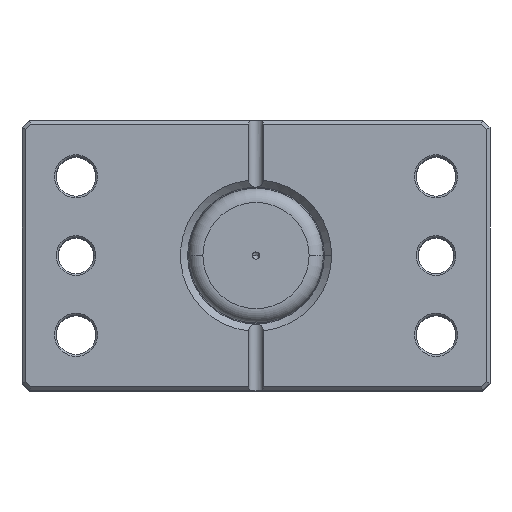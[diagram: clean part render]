
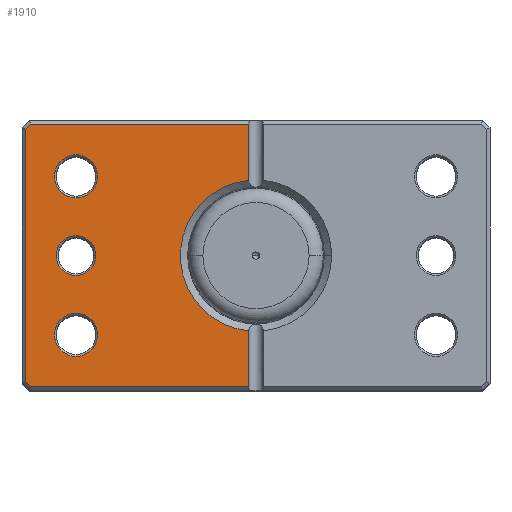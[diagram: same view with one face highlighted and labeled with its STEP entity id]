
A CAD part, top view. The second image highlights one B-rep face of the part: STEP entity #1910.
In plain terms, the highlighted face is planar.
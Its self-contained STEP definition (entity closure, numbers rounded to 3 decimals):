
#31 = DIRECTION ( 'NONE',  ( 1., 0., 0. ) ) ;
#54 = AXIS2_PLACEMENT_3D ( 'NONE', #4573, #4723, #4717 ) ;
#87 = CARTESIAN_POINT ( 'NONE',  ( 2., 20.905, 0. ) ) ;
#115 = VERTEX_POINT ( 'NONE', #6825 ) ;
#123 = VERTEX_POINT ( 'NONE', #6351 ) ;
#223 = AXIS2_PLACEMENT_3D ( 'NONE', #1514, #5387, #5048 ) ;
#239 = VERTEX_POINT ( 'NONE', #6451 ) ;
#245 = CARTESIAN_POINT ( 'NONE',  ( 2., 37.5, 0. ) ) ;
#247 = CARTESIAN_POINT ( 'NONE',  ( 62.586, -36.5, 0. ) ) ;
#263 = DIRECTION ( 'NONE',  ( 0., 1., 0. ) ) ;
#274 = AXIS2_PLACEMENT_3D ( 'NONE', #1177, #1225, #1249 ) ;
#278 = EDGE_CURVE ( 'NONE', #5237, #123, #4173, .T. ) ;
#317 = EDGE_CURVE ( 'NONE', #5285, #6649, #4099, .T. ) ;
#384 = EDGE_CURVE ( 'NONE', #5108, #1156, #4037, .T. ) ;
#432 = EDGE_CURVE ( 'NONE', #6021, #3417, #3964, .T. ) ;
#486 = EDGE_CURVE ( 'NONE', #3417, #4847, #3922, .T. ) ;
#526 = EDGE_CURVE ( 'NONE', #4847, #115, #3880, .T. ) ;
#555 = CARTESIAN_POINT ( 'NONE',  ( 49.543, 49.543, 0. ) ) ;
#560 = DIRECTION ( 'NONE',  ( 0.707, -0.707, 0. ) ) ;
#620 = EDGE_CURVE ( 'NONE', #115, #239, #3759, .T. ) ;
#686 = VERTEX_POINT ( 'NONE', #247 ) ;
#706 = EDGE_CURVE ( 'NONE', #239, #5715, #3549, .T. ) ;
#709 = CARTESIAN_POINT ( 'NONE',  ( 44., -22., 0. ) ) ;
#745 = EDGE_CURVE ( 'NONE', #5715, #6062, #3490, .T. ) ;
#780 = EDGE_CURVE ( 'NONE', #6062, #686, #3421, .T. ) ;
#861 = EDGE_CURVE ( 'NONE', #686, #6021, #3367, .T. ) ;
#1156 = VERTEX_POINT ( 'NONE', #4472 ) ;
#1177 = CARTESIAN_POINT ( 'NONE',  ( 50., 0., 0. ) ) ;
#1213 = EDGE_CURVE ( 'NONE', #1156, #5108, #2834, .T. ) ;
#1225 = DIRECTION ( 'NONE',  ( 0., 0., 1. ) ) ;
#1249 = DIRECTION ( 'NONE',  ( 1., 0., 0. ) ) ;
#1265 = DIRECTION ( 'NONE',  ( 1., 0., 0. ) ) ;
#1325 = DIRECTION ( 'NONE',  ( 0., -1., 0. ) ) ;
#1331 = CARTESIAN_POINT ( 'NONE',  ( 64., 0., 0. ) ) ;
#1368 = CIRCLE ( 'NONE', #3402, 6. ) ;
#1401 = DIRECTION ( 'NONE',  ( 0., 1., 0. ) ) ;
#1488 = CARTESIAN_POINT ( 'NONE',  ( 49.543, -49.543, 0. ) ) ;
#1514 = CARTESIAN_POINT ( 'NONE',  ( 50., 22., 0. ) ) ;
#1527 = EDGE_CURVE ( 'NONE', #123, #5237, #2235, .T. ) ;
#1571 = DIRECTION ( 'NONE',  ( 0., 0., 1. ) ) ;
#1591 = DIRECTION ( 'NONE',  ( -0.707, -0.707, 0. ) ) ;
#1692 = CARTESIAN_POINT ( 'NONE',  ( 2., 37.5, 0. ) ) ;
#1722 = FACE_OUTER_BOUND ( 'NONE', #4394, .T. ) ;
#1725 = FACE_BOUND ( 'NONE', #2514, .T. ) ;
#1728 = FACE_BOUND ( 'NONE', #2273, .T. ) ;
#1758 = CARTESIAN_POINT ( 'NONE',  ( 56., -22., 0. ) ) ;
#1817 = FACE_BOUND ( 'NONE', #2495, .T. ) ;
#1910 = ADVANCED_FACE ( 'NONE', ( #1725, #1728, #1817, #1722 ), #6435, .F. ) ;
#2009 = AXIS2_PLACEMENT_3D ( 'NONE', #4056, #4100, #3906 ) ;
#2050 = CARTESIAN_POINT ( 'NONE',  ( 0., 0., 0. ) ) ;
#2154 = EDGE_CURVE ( 'NONE', #6649, #5285, #1368, .T. ) ;
#2235 = CIRCLE ( 'NONE', #4485, 5.5 ) ;
#2243 = AXIS2_PLACEMENT_3D ( 'NONE', #5233, #5247, #5271 ) ;
#2258 = CARTESIAN_POINT ( 'NONE',  ( 0., -36.5, 0. ) ) ;
#2273 = EDGE_LOOP ( 'NONE', ( #6522, #6347 ) ) ;
#2457 = CARTESIAN_POINT ( 'NONE',  ( 55.5, 0., 0. ) ) ;
#2495 = EDGE_LOOP ( 'NONE', ( #6301, #6284 ) ) ;
#2514 = EDGE_LOOP ( 'NONE', ( #6603, #6592 ) ) ;
#2548 = DIRECTION ( 'NONE',  ( -1., 0., 0. ) ) ;
#2834 = CIRCLE ( 'NONE', #2243, 6. ) ;
#3168 = CARTESIAN_POINT ( 'NONE',  ( 64., -35.086, 0. ) ) ;
#3259 = CARTESIAN_POINT ( 'NONE',  ( 2., -36.5, 0. ) ) ;
#3342 = VECTOR ( 'NONE', #2548, 1000. ) ;
#3367 = LINE ( 'NONE', #2258, #3342 ) ;
#3402 = AXIS2_PLACEMENT_3D ( 'NONE', #3484, #3870, #3647 ) ;
#3417 = VERTEX_POINT ( 'NONE', #3454 ) ;
#3421 = LINE ( 'NONE', #1488, #3423 ) ;
#3423 = VECTOR ( 'NONE', #1591, 1000. ) ;
#3449 = CARTESIAN_POINT ( 'NONE',  ( 0., 36.5, 0. ) ) ;
#3454 = CARTESIAN_POINT ( 'NONE',  ( 2., -20.905, 0. ) ) ;
#3463 = VECTOR ( 'NONE', #1325, 1000. ) ;
#3484 = CARTESIAN_POINT ( 'NONE',  ( 50., -22., 0. ) ) ;
#3490 = LINE ( 'NONE', #1331, #3463 ) ;
#3528 = VECTOR ( 'NONE', #560, 1000. ) ;
#3549 = LINE ( 'NONE', #555, #3528 ) ;
#3647 = DIRECTION ( 'NONE',  ( 1., 0., 0. ) ) ;
#3731 = VECTOR ( 'NONE', #1265, 1000. ) ;
#3759 = LINE ( 'NONE', #3449, #3731 ) ;
#3870 = DIRECTION ( 'NONE',  ( 0., 0., 1. ) ) ;
#3880 = LINE ( 'NONE', #1692, #3893 ) ;
#3893 = VECTOR ( 'NONE', #1401, 1000. ) ;
#3906 = DIRECTION ( 'NONE',  ( 1., 0., 0. ) ) ;
#3922 = CIRCLE ( 'NONE', #2009, 21. ) ;
#3964 = LINE ( 'NONE', #245, #3969 ) ;
#3969 = VECTOR ( 'NONE', #263, 1000. ) ;
#4037 = CIRCLE ( 'NONE', #223, 6. ) ;
#4056 = CARTESIAN_POINT ( 'NONE',  ( 0., 0., 0. ) ) ;
#4099 = CIRCLE ( 'NONE', #54, 6. ) ;
#4100 = DIRECTION ( 'NONE',  ( 0., 0., 1. ) ) ;
#4173 = CIRCLE ( 'NONE', #274, 5.5 ) ;
#4394 = EDGE_LOOP ( 'NONE', ( #6255, #6235, #6202, #6182, #6144, #6128, #6087, #6040 ) ) ;
#4472 = CARTESIAN_POINT ( 'NONE',  ( 44., 22., 0. ) ) ;
#4485 = AXIS2_PLACEMENT_3D ( 'NONE', #5087, #6286, #6024 ) ;
#4522 = CARTESIAN_POINT ( 'NONE',  ( 56., 22., 0. ) ) ;
#4559 = AXIS2_PLACEMENT_3D ( 'NONE', #2050, #1571, #31 ) ;
#4573 = CARTESIAN_POINT ( 'NONE',  ( 50., -22., 0. ) ) ;
#4717 = DIRECTION ( 'NONE',  ( 1., 0., 0. ) ) ;
#4723 = DIRECTION ( 'NONE',  ( 0., 0., 1. ) ) ;
#4847 = VERTEX_POINT ( 'NONE', #87 ) ;
#5011 = CARTESIAN_POINT ( 'NONE',  ( 64., 35.086, 0. ) ) ;
#5048 = DIRECTION ( 'NONE',  ( 1., 0., 0. ) ) ;
#5087 = CARTESIAN_POINT ( 'NONE',  ( 50., 0., 0. ) ) ;
#5108 = VERTEX_POINT ( 'NONE', #4522 ) ;
#5233 = CARTESIAN_POINT ( 'NONE',  ( 50., 22., 0. ) ) ;
#5237 = VERTEX_POINT ( 'NONE', #2457 ) ;
#5247 = DIRECTION ( 'NONE',  ( 0., 0., 1. ) ) ;
#5271 = DIRECTION ( 'NONE',  ( 1., 0., 0. ) ) ;
#5285 = VERTEX_POINT ( 'NONE', #1758 ) ;
#5387 = DIRECTION ( 'NONE',  ( 0., 0., 1. ) ) ;
#5715 = VERTEX_POINT ( 'NONE', #5011 ) ;
#6021 = VERTEX_POINT ( 'NONE', #3259 ) ;
#6024 = DIRECTION ( 'NONE',  ( 1., 0., 0. ) ) ;
#6040 = ORIENTED_EDGE ( 'NONE', *, *, #861, .T. ) ;
#6062 = VERTEX_POINT ( 'NONE', #3168 ) ;
#6087 = ORIENTED_EDGE ( 'NONE', *, *, #780, .T. ) ;
#6128 = ORIENTED_EDGE ( 'NONE', *, *, #745, .T. ) ;
#6144 = ORIENTED_EDGE ( 'NONE', *, *, #706, .T. ) ;
#6182 = ORIENTED_EDGE ( 'NONE', *, *, #620, .T. ) ;
#6202 = ORIENTED_EDGE ( 'NONE', *, *, #526, .T. ) ;
#6235 = ORIENTED_EDGE ( 'NONE', *, *, #486, .T. ) ;
#6255 = ORIENTED_EDGE ( 'NONE', *, *, #432, .T. ) ;
#6284 = ORIENTED_EDGE ( 'NONE', *, *, #384, .T. ) ;
#6286 = DIRECTION ( 'NONE',  ( 0., 0., 1. ) ) ;
#6301 = ORIENTED_EDGE ( 'NONE', *, *, #1213, .T. ) ;
#6347 = ORIENTED_EDGE ( 'NONE', *, *, #317, .T. ) ;
#6351 = CARTESIAN_POINT ( 'NONE',  ( 44.5, 0., 0. ) ) ;
#6435 = PLANE ( 'NONE',  #4559 ) ;
#6451 = CARTESIAN_POINT ( 'NONE',  ( 62.586, 36.5, 0. ) ) ;
#6522 = ORIENTED_EDGE ( 'NONE', *, *, #2154, .T. ) ;
#6592 = ORIENTED_EDGE ( 'NONE', *, *, #278, .T. ) ;
#6603 = ORIENTED_EDGE ( 'NONE', *, *, #1527, .T. ) ;
#6649 = VERTEX_POINT ( 'NONE', #709 ) ;
#6825 = CARTESIAN_POINT ( 'NONE',  ( 2., 36.5, 0. ) ) ;
